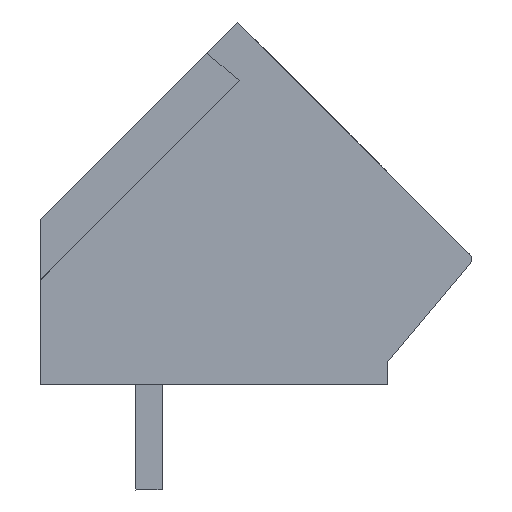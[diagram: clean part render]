
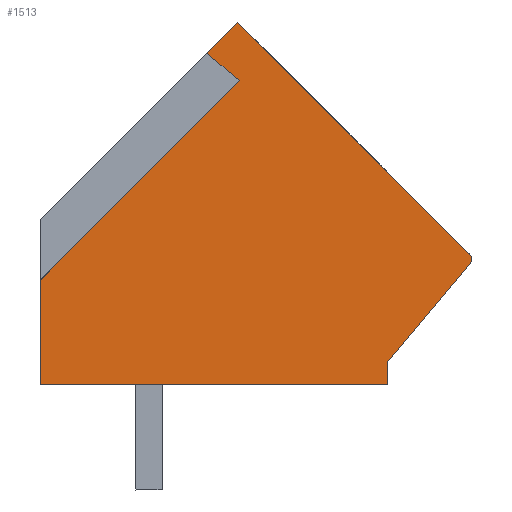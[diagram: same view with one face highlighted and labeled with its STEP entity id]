
A CAD part, left-side view. The second image highlights one B-rep face of the part: STEP entity #1513.
In plain terms, the highlighted planar face has unit normal (-1, 0, 0).
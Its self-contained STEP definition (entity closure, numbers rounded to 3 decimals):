
#1469=AXIS2_PLACEMENT_3D('Plane Axis2P3D',#1466,#1467,#1468) ;
#1499=AXIS2_PLACEMENT_3D('Circle Axis2P3D',#1497,#1498,$) ;
#172=CARTESIAN_POINT('Vertex',(0.,8.05,13.259)) ;
#175=CARTESIAN_POINT('Line Origine',(0.,7.58,13.73)) ;
#179=CARTESIAN_POINT('Vertex',(0.,7.11,14.2)) ;
#293=CARTESIAN_POINT('Line Origine',(0.,7.823,3.2)) ;
#297=CARTESIAN_POINT('Vertex',(0.,13.1,3.2)) ;
#299=CARTESIAN_POINT('Vertex',(0.,2.546,3.2)) ;
#1264=CARTESIAN_POINT('Vertex',(0.,13.1,6.371)) ;
#1267=CARTESIAN_POINT('Line Origine',(0.,10.075,9.396)) ;
#1271=CARTESIAN_POINT('Vertex',(0.,7.051,12.421)) ;
#1298=CARTESIAN_POINT('Line Origine',(0.,7.551,12.84)) ;
#1466=CARTESIAN_POINT('Axis2P3D Location',(0.,13.1,0.)) ;
#1471=CARTESIAN_POINT('Line Origine',(0.,3.584,10.674)) ;
#1475=CARTESIAN_POINT('Vertex',(0.,0.059,7.149)) ;
#1478=CARTESIAN_POINT('Line Origine',(0.,13.1,4.786)) ;
#1483=CARTESIAN_POINT('Line Origine',(0.,2.546,3.55)) ;
#1487=CARTESIAN_POINT('Vertex',(0.,2.546,3.9)) ;
#1490=CARTESIAN_POINT('Line Origine',(0.,1.297,5.389)) ;
#1494=CARTESIAN_POINT('Vertex',(0.,0.047,6.879)) ;
#1497=CARTESIAN_POINT('Axis2P3D Location',(0.,0.2,7.007)) ;
#176=DIRECTION('Vector Direction',(0.,0.707,-0.707)) ;
#294=DIRECTION('Vector Direction',(0.,-1.,0.)) ;
#1268=DIRECTION('Vector Direction',(0.,0.707,-0.707)) ;
#1299=DIRECTION('Vector Direction',(0.,-0.766,-0.643)) ;
#1467=DIRECTION('Axis2P3D Direction',(-1.,0.,0.)) ;
#1468=DIRECTION('Axis2P3D XDirection',(0.,-1.,0.)) ;
#1472=DIRECTION('Vector Direction',(0.,0.707,0.707)) ;
#1479=DIRECTION('Vector Direction',(0.,0.,-1.)) ;
#1484=DIRECTION('Vector Direction',(0.,0.,1.)) ;
#1491=DIRECTION('Vector Direction',(0.,-0.643,0.766)) ;
#1498=DIRECTION('Axis2P3D Direction',(-1.,0.,0.)) ;
#177=VECTOR('Line Direction',#176,1.) ;
#295=VECTOR('Line Direction',#294,1.) ;
#1269=VECTOR('Line Direction',#1268,1.) ;
#1300=VECTOR('Line Direction',#1299,1.) ;
#1473=VECTOR('Line Direction',#1472,1.) ;
#1480=VECTOR('Line Direction',#1479,1.) ;
#1485=VECTOR('Line Direction',#1484,1.) ;
#1492=VECTOR('Line Direction',#1491,1.) ;
#1503=ORIENTED_EDGE('',*,*,#1477,.T.) ;
#1504=ORIENTED_EDGE('',*,*,#181,.T.) ;
#1505=ORIENTED_EDGE('',*,*,#1302,.T.) ;
#1506=ORIENTED_EDGE('',*,*,#1273,.T.) ;
#1507=ORIENTED_EDGE('',*,*,#1482,.T.) ;
#1508=ORIENTED_EDGE('',*,*,#301,.T.) ;
#1509=ORIENTED_EDGE('',*,*,#1489,.T.) ;
#1510=ORIENTED_EDGE('',*,*,#1496,.T.) ;
#1511=ORIENTED_EDGE('',*,*,#1501,.F.) ;
#1513=ADVANCED_FACE('HOUSING',(#1512),#1470,.T.) ;
#1500=CIRCLE('generated circle',#1499,0.2) ;
#181=EDGE_CURVE('',#180,#173,#178,.T.) ;
#301=EDGE_CURVE('',#298,#300,#296,.T.) ;
#1273=EDGE_CURVE('',#1272,#1265,#1270,.T.) ;
#1302=EDGE_CURVE('',#173,#1272,#1301,.T.) ;
#1477=EDGE_CURVE('',#1476,#180,#1474,.T.) ;
#1482=EDGE_CURVE('',#1265,#298,#1481,.T.) ;
#1489=EDGE_CURVE('',#300,#1488,#1486,.T.) ;
#1496=EDGE_CURVE('',#1488,#1495,#1493,.T.) ;
#1501=EDGE_CURVE('',#1476,#1495,#1500,.F.) ;
#1502=EDGE_LOOP('',(#1503,#1504,#1505,#1506,#1507,#1508,#1509,#1510,#1511)) ;
#1512=FACE_OUTER_BOUND('',#1502,.T.) ;
#178=LINE('Line',#175,#177) ;
#296=LINE('Line',#293,#295) ;
#1270=LINE('Line',#1267,#1269) ;
#1301=LINE('Line',#1298,#1300) ;
#1474=LINE('Line',#1471,#1473) ;
#1481=LINE('Line',#1478,#1480) ;
#1486=LINE('Line',#1483,#1485) ;
#1493=LINE('Line',#1490,#1492) ;
#1470=PLANE('',#1469) ;
#173=VERTEX_POINT('',#172) ;
#180=VERTEX_POINT('',#179) ;
#298=VERTEX_POINT('',#297) ;
#300=VERTEX_POINT('',#299) ;
#1265=VERTEX_POINT('',#1264) ;
#1272=VERTEX_POINT('',#1271) ;
#1476=VERTEX_POINT('',#1475) ;
#1488=VERTEX_POINT('',#1487) ;
#1495=VERTEX_POINT('',#1494) ;
